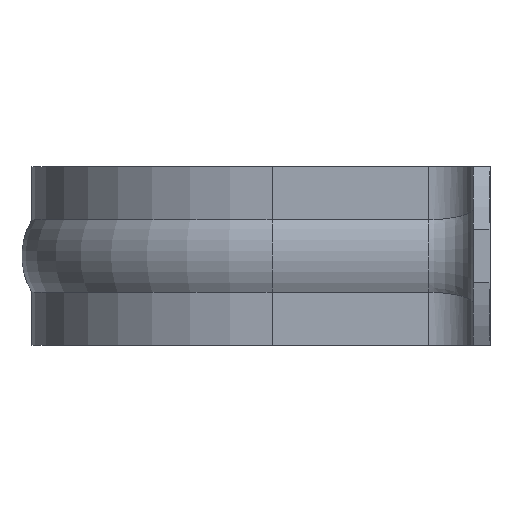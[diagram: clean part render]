
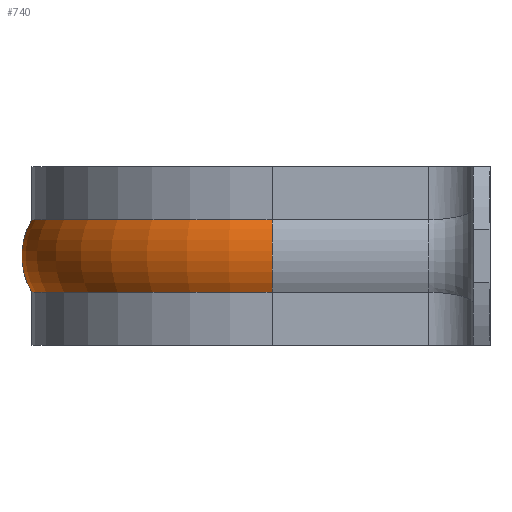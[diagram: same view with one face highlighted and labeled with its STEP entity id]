
A CAD part, left-side view. The second image highlights one B-rep face of the part: STEP entity #740.
In plain terms, the highlighted toroidal (fillet/blend) face has major radius 16.082 mm and minor radius 6.318 mm.
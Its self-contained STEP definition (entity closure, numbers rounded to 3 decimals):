
#21=TOROIDAL_SURFACE('',#847,16.082,6.318);
#80=FACE_OUTER_BOUND('',#125,.T.);
#125=EDGE_LOOP('',(#662,#663,#664,#665));
#137=CIRCLE('',#782,6.318);
#163=CIRCLE('',#833,6.318);
#166=CIRCLE('',#842,21.5);
#168=CIRCLE('',#846,21.5);
#307=VERTEX_POINT('',#1134);
#318=VERTEX_POINT('',#1160);
#351=VERTEX_POINT('',#1367);
#353=VERTEX_POINT('',#1373);
#389=EDGE_CURVE('',#318,#307,#137,.T.);
#452=EDGE_CURVE('',#353,#351,#163,.T.);
#461=EDGE_CURVE('',#318,#353,#166,.T.);
#463=EDGE_CURVE('',#307,#351,#168,.T.);
#662=ORIENTED_EDGE('',*,*,#389,.T.);
#663=ORIENTED_EDGE('',*,*,#463,.T.);
#664=ORIENTED_EDGE('',*,*,#452,.F.);
#665=ORIENTED_EDGE('',*,*,#461,.F.);
#740=ADVANCED_FACE('',(#80),#21,.T.);
#782=AXIS2_PLACEMENT_3D('',#1164,#903,#904);
#833=AXIS2_PLACEMENT_3D('',#1375,#1038,#1039);
#842=AXIS2_PLACEMENT_3D('',#1393,#1062,#1063);
#846=AXIS2_PLACEMENT_3D('',#1397,#1070,#1071);
#847=AXIS2_PLACEMENT_3D('',#1398,#1072,#1073);
#903=DIRECTION('center_axis',(0.,1.,0.));
#904=DIRECTION('ref_axis',(0.858,0.,-0.514));
#1038=DIRECTION('center_axis',(0.,-1.,0.));
#1039=DIRECTION('ref_axis',(-0.858,0.,-0.514));
#1062=DIRECTION('center_axis',(0.,0.,1.));
#1063=DIRECTION('ref_axis',(1.,0.,0.));
#1070=DIRECTION('center_axis',(0.,0.,1.));
#1071=DIRECTION('ref_axis',(1.,0.,0.));
#1072=DIRECTION('center_axis',(0.,0.,1.));
#1073=DIRECTION('ref_axis',(1.,0.,0.));
#1134=CARTESIAN_POINT('',(21.5,-21.5,-3.25));
#1160=CARTESIAN_POINT('',(21.5,-21.5,3.25));
#1164=CARTESIAN_POINT('Origin',(16.082,-21.5,0.));
#1367=CARTESIAN_POINT('',(-21.5,-21.5,-3.25));
#1373=CARTESIAN_POINT('',(-21.5,-21.5,3.25));
#1375=CARTESIAN_POINT('Origin',(-16.082,-21.5,0.));
#1393=CARTESIAN_POINT('Origin',(0.,-21.5,3.25));
#1397=CARTESIAN_POINT('Origin',(0.,-21.5,-3.25));
#1398=CARTESIAN_POINT('Origin',(0.,-21.5,0.));
